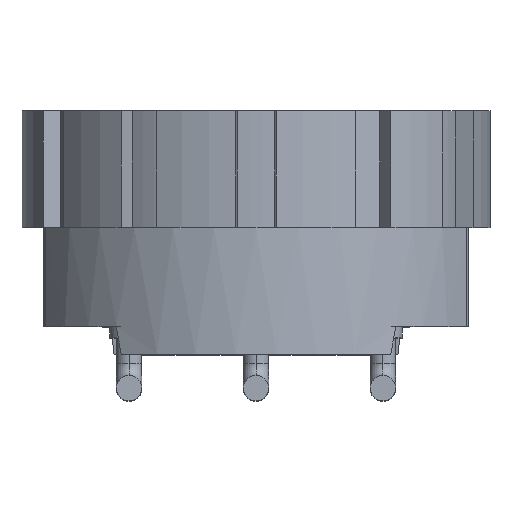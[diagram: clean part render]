
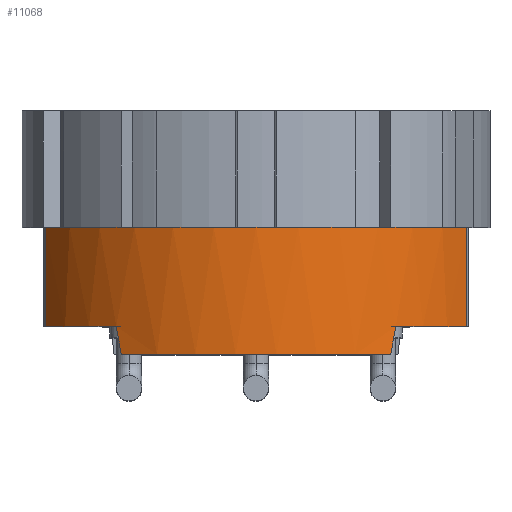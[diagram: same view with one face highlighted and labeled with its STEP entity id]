
A CAD part, top view. The second image highlights one B-rep face of the part: STEP entity #11068.
In plain terms, the highlighted cylindrical face has radius 4.877 mm (diameter 9.754 mm), a partial arc.
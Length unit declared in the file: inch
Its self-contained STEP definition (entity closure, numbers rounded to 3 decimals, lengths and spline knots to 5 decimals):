
#381=CARTESIAN_POINT('',(0.,-0.072,0.));
#382=DIRECTION('',(0.,1.,0.));
#383=DIRECTION('',(-0.865,0.,0.502));
#384=AXIS2_PLACEMENT_3D('',#381,#382,#383);
#386=CARTESIAN_POINT('',(0.,-0.072,0.));
#387=DIRECTION('',(0.,1.,0.));
#388=DIRECTION('',(0.573,0.,0.819));
#389=AXIS2_PLACEMENT_3D('',#386,#387,#388);
#579=DIRECTION('',(0.,1.,0.));
#580=VECTOR('',#579,0.078);
#581=CARTESIAN_POINT('',(0.16603,-0.072,0.09643));
#582=LINE('',#581,#580);
#583=DIRECTION('',(0.,1.,0.));
#584=VECTOR('',#583,0.078);
#585=CARTESIAN_POINT('',(-0.16603,-0.072,0.09643));
#586=LINE('',#585,#584);
#587=CARTESIAN_POINT('',(0.10613,-0.094,0.16));
#588=CARTESIAN_POINT('',(0.10749,-0.08667,
0.1591));
#589=CARTESIAN_POINT('',(0.10881,-0.07934,
0.1582));
#590=CARTESIAN_POINT('',(0.1101,-0.072,0.1573));
#596=CARTESIAN_POINT('',(-0.1101,-0.072,0.1573));
#597=CARTESIAN_POINT('',(-0.10881,-0.07934,
0.1582));
#598=CARTESIAN_POINT('',(-0.10749,-0.08667,
0.1591));
#599=CARTESIAN_POINT('',(-0.10613,-0.094,0.16));
#605=CARTESIAN_POINT('',(0.,-0.094,0.));
#606=DIRECTION('',(0.,1.,0.));
#607=DIRECTION('',(-0.553,0.,0.833));
#608=AXIS2_PLACEMENT_3D('',#605,#606,#607);
#631=CARTESIAN_POINT('',(0.,0.006,0.));
#632=DIRECTION('',(0.,1.,0.));
#633=DIRECTION('',(-0.865,0.,0.502));
#634=AXIS2_PLACEMENT_3D('',#631,#632,#633);
#9920=CARTESIAN_POINT('',(-0.16603,0.006,0.09643));
#9922=VERTEX_POINT('',#9920);
#9923=CARTESIAN_POINT('',(0.16603,0.006,0.09643));
#9924=VERTEX_POINT('',#9923);
#9927=CARTESIAN_POINT('',(-0.10613,-0.094,0.16));
#9928=CARTESIAN_POINT('',(0.10613,-0.094,0.16));
#9929=VERTEX_POINT('',#9927);
#9930=VERTEX_POINT('',#9928);
#9943=CARTESIAN_POINT('',(-0.16603,-0.072,0.09643));
#9944=VERTEX_POINT('',#9943);
#9945=VERTEX_POINT('',#596);
#9946=VERTEX_POINT('',#590);
#9947=CARTESIAN_POINT('',(0.16603,-0.072,0.09643));
#9948=VERTEX_POINT('',#9947);
#11048=CARTESIAN_POINT('',(0.,-0.094,0.));
#11049=DIRECTION('',(0.,1.,0.));
#11050=DIRECTION('',(1.,0.,0.));
#11051=AXIS2_PLACEMENT_3D('',#11048,#11049,#11050);
#11052=CYLINDRICAL_SURFACE('',#11051,0.192);
#11054=ORIENTED_EDGE('',*,*,#11053,.F.);
#11055=ORIENTED_EDGE('',*,*,#10878,.F.);
#11057=ORIENTED_EDGE('',*,*,#11056,.T.);
#11059=ORIENTED_EDGE('',*,*,#11058,.T.);
#11060=ORIENTED_EDGE('',*,*,#11040,.F.);
#11061=ORIENTED_EDGE('',*,*,#10882,.F.);
#11063=ORIENTED_EDGE('',*,*,#11062,.F.);
#11065=ORIENTED_EDGE('',*,*,#11064,.F.);
#11066=EDGE_LOOP('',(#11054,#11055,#11057,#11059,#11060,#11061,#11063,#11065));
#11067=FACE_OUTER_BOUND('',#11066,.F.);
#11068=ADVANCED_FACE('',(#11067),#11052,.T.);
#385=CIRCLE('',#384,0.192);
#390=CIRCLE('',#389,0.192);
#591=B_SPLINE_CURVE_WITH_KNOTS('',3,(#587,#588,#589,#590),.UNSPECIFIED.,.F.,.F.,
(4,4),(0.,1.),.UNSPECIFIED.);
#600=B_SPLINE_CURVE_WITH_KNOTS('',3,(#596,#597,#598,#599),.UNSPECIFIED.,.F.,.F.,
(4,4),(0.,1.),.UNSPECIFIED.);
#609=CIRCLE('',#608,0.192);
#635=CIRCLE('',#634,0.192);
#10878=EDGE_CURVE('',#9944,#9945,#385,.T.);
#10882=EDGE_CURVE('',#9946,#9948,#390,.T.);
#11040=EDGE_CURVE('',#9948,#9924,#582,.T.);
#11053=EDGE_CURVE('',#9945,#9929,#600,.T.);
#11056=EDGE_CURVE('',#9944,#9922,#586,.T.);
#11058=EDGE_CURVE('',#9922,#9924,#635,.T.);
#11062=EDGE_CURVE('',#9930,#9946,#591,.T.);
#11064=EDGE_CURVE('',#9929,#9930,#609,.T.);
